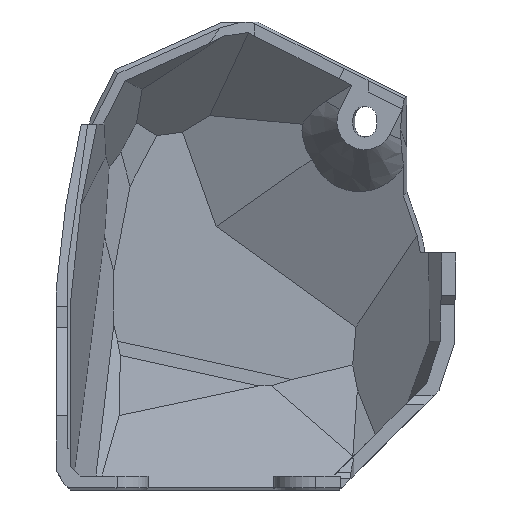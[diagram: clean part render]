
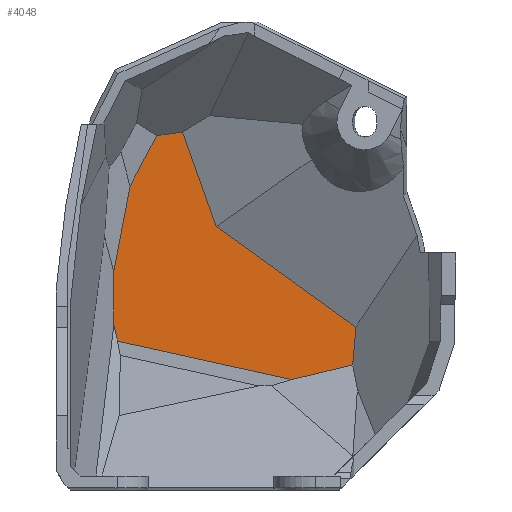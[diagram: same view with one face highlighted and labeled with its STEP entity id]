
A CAD part, left-side view. The second image highlights one B-rep face of the part: STEP entity #4048.
In plain terms, the highlighted planar face has unit normal (-1, 0, 0).
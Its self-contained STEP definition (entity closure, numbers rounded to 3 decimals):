
#2 = FACE_OUTER_BOUND ( 'NONE', #2662, .T. ) ;
#81 = CARTESIAN_POINT ( 'NONE',  ( 27.5, -28.735, 51.76 ) ) ;
#95 = LINE ( 'NONE', #517, #2425 ) ;
#98 = ORIENTED_EDGE ( 'NONE', *, *, #4947, .T. ) ;
#116 = DIRECTION ( 'NONE',  ( 0., 0.335, 0.942 ) ) ;
#172 = CARTESIAN_POINT ( 'NONE',  ( 27.5, -3.072, 42.632 ) ) ;
#197 = CARTESIAN_POINT ( 'NONE',  ( 27.5, -15.749, 11.431 ) ) ;
#225 = DIRECTION ( 'NONE',  ( 0., -0.972, 0.233 ) ) ;
#247 = VERTEX_POINT ( 'NONE', #2113 ) ;
#252 = CARTESIAN_POINT ( 'NONE',  ( 27.5, -9.957, 49.169 ) ) ;
#373 = LINE ( 'NONE', #1986, #4668 ) ;
#411 = EDGE_CURVE ( 'NONE', #3554, #3148, #606, .T. ) ;
#517 = CARTESIAN_POINT ( 'NONE',  ( 27.5, -0.113, 45. ) ) ;
#606 = LINE ( 'NONE', #3025, #2570 ) ;
#619 = VERTEX_POINT ( 'NONE', #5179 ) ;
#654 = DIRECTION ( 'NONE',  ( 0., -0.976, -0.216 ) ) ;
#692 = CARTESIAN_POINT ( 'NONE',  ( 27.5, -24.124, 28.935 ) ) ;
#716 = CARTESIAN_POINT ( 'NONE',  ( 27.5, -15.632, 35.2 ) ) ;
#821 = VECTOR ( 'NONE', #116, 1000. ) ;
#836 = EDGE_CURVE ( 'NONE', #1709, #5032, #4704, .T. ) ;
#848 = VERTEX_POINT ( 'NONE', #2700 ) ;
#1005 = EDGE_CURVE ( 'NONE', #3690, #619, #373, .T. ) ;
#1063 = CARTESIAN_POINT ( 'NONE',  ( 27.5, -0.113, 21.565 ) ) ;
#1310 = CARTESIAN_POINT ( 'NONE',  ( 27.5, -15.004, 34.977 ) ) ;
#1350 = CARTESIAN_POINT ( 'NONE',  ( 27.5, -25.545, 13.78 ) ) ;
#1368 = DIRECTION ( 'NONE',  ( 0., 0.469, -0.883 ) ) ;
#1426 = LINE ( 'NONE', #4254, #4762 ) ;
#1486 = VECTOR ( 'NONE', #2163, 1000. ) ;
#1643 = DIRECTION ( 'NONE',  ( 1., 0., 0. ) ) ;
#1648 = VECTOR ( 'NONE', #225, 1000. ) ;
#1709 = VERTEX_POINT ( 'NONE', #1350 ) ;
#1716 = DIRECTION ( 'NONE',  ( 0., -0.087, 0.996 ) ) ;
#1753 = VECTOR ( 'NONE', #1716, 1000. ) ;
#1770 = EDGE_CURVE ( 'NONE', #619, #1709, #1426, .T. ) ;
#1786 = VERTEX_POINT ( 'NONE', #252 ) ;
#1986 = CARTESIAN_POINT ( 'NONE',  ( 27.5, 1.609, 28.786 ) ) ;
#2074 = AXIS2_PLACEMENT_3D ( 'NONE', #716, #1643, #5162 ) ;
#2113 = CARTESIAN_POINT ( 'NONE',  ( 27.5, -6.274, 48.661 ) ) ;
#2154 = EDGE_CURVE ( 'NONE', #1786, #247, #3684, .T. ) ;
#2163 = DIRECTION ( 'NONE',  ( 0., 0.991, -0.137 ) ) ;
#2425 = VECTOR ( 'NONE', #2597, 1000. ) ;
#2570 = VECTOR ( 'NONE', #2585, 1000. ) ;
#2585 = DIRECTION ( 'NONE',  ( 0., 0.187, -0.982 ) ) ;
#2597 = DIRECTION ( 'NONE',  ( 0., 0., -1. ) ) ;
#2662 = EDGE_LOOP ( 'NONE', ( #3101, #3978, #3502, #98, #5091, #3700, #4161, #4286, #4129, #3769 ) ) ;
#2674 = DIRECTION ( 'NONE',  ( 0., 0.812, 0.584 ) ) ;
#2700 = CARTESIAN_POINT ( 'NONE',  ( 27.5, -34.74, 21.297 ) ) ;
#2747 = PLANE ( 'NONE',  #2074 ) ;
#2840 = VERTEX_POINT ( 'NONE', #3534 ) ;
#3025 = CARTESIAN_POINT ( 'NONE',  ( 27.5, -2.576, 42.143 ) ) ;
#3074 = EDGE_CURVE ( 'NONE', #3148, #3690, #95, .T. ) ;
#3101 = ORIENTED_EDGE ( 'NONE', *, *, #836, .T. ) ;
#3130 = LINE ( 'NONE', #692, #3671 ) ;
#3148 = VERTEX_POINT ( 'NONE', #3401 ) ;
#3177 = EDGE_CURVE ( 'NONE', #247, #3554, #4646, .T. ) ;
#3341 = LINE ( 'NONE', #3652, #1753 ) ;
#3401 = CARTESIAN_POINT ( 'NONE',  ( 27.5, -0.113, 29.224 ) ) ;
#3502 = ORIENTED_EDGE ( 'NONE', *, *, #5012, .T. ) ;
#3534 = CARTESIAN_POINT ( 'NONE',  ( 27.5, -14.756, 35.675 ) ) ;
#3554 = VERTEX_POINT ( 'NONE', #3895 ) ;
#3585 = DIRECTION ( 'NONE',  ( 0., -0.232, -0.973 ) ) ;
#3652 = CARTESIAN_POINT ( 'NONE',  ( 27.5, -34.994, 24.201 ) ) ;
#3671 = VECTOR ( 'NONE', #2674, 1000. ) ;
#3684 = LINE ( 'NONE', #81, #1486 ) ;
#3690 = VERTEX_POINT ( 'NONE', #1063 ) ;
#3700 = ORIENTED_EDGE ( 'NONE', *, *, #3177, .T. ) ;
#3769 = ORIENTED_EDGE ( 'NONE', *, *, #1770, .T. ) ;
#3895 = CARTESIAN_POINT ( 'NONE',  ( 27.5, -2.443, 41.449 ) ) ;
#3978 = ORIENTED_EDGE ( 'NONE', *, *, #4630, .T. ) ;
#4048 = ADVANCED_FACE ( 'NONE', ( #2 ), #2747, .F. ) ;
#4129 = ORIENTED_EDGE ( 'NONE', *, *, #1005, .T. ) ;
#4161 = ORIENTED_EDGE ( 'NONE', *, *, #411, .T. ) ;
#4254 = CARTESIAN_POINT ( 'NONE',  ( 27.5, -17.117, 15.643 ) ) ;
#4276 = CARTESIAN_POINT ( 'NONE',  ( 27.5, -34.265, 15.871 ) ) ;
#4286 = ORIENTED_EDGE ( 'NONE', *, *, #3074, .T. ) ;
#4609 = VECTOR ( 'NONE', #1368, 1000. ) ;
#4630 = EDGE_CURVE ( 'NONE', #5032, #848, #3341, .T. ) ;
#4646 = LINE ( 'NONE', #172, #4609 ) ;
#4668 = VECTOR ( 'NONE', #3585, 1000. ) ;
#4704 = LINE ( 'NONE', #197, #1648 ) ;
#4762 = VECTOR ( 'NONE', #654, 1000. ) ;
#4947 = EDGE_CURVE ( 'NONE', #2840, #1786, #4986, .T. ) ;
#4986 = LINE ( 'NONE', #1310, #821 ) ;
#5012 = EDGE_CURVE ( 'NONE', #848, #2840, #3130, .T. ) ;
#5032 = VERTEX_POINT ( 'NONE', #4276 ) ;
#5091 = ORIENTED_EDGE ( 'NONE', *, *, #2154, .T. ) ;
#5162 = DIRECTION ( 'NONE',  ( 0., 1., 0. ) ) ;
#5179 = CARTESIAN_POINT ( 'NONE',  ( 27.5, -0.658, 19.282 ) ) ;
